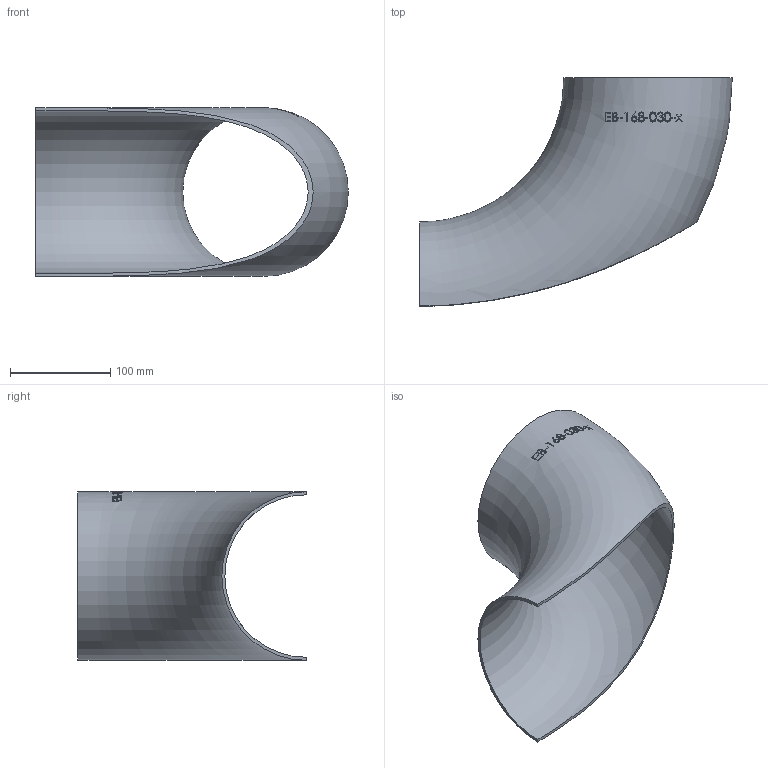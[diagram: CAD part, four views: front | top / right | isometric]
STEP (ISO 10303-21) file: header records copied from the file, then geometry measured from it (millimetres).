
FILE_DESCRIPTION (( 'STEP AP214' ), '1' );
FILE_NAME ('EB-168-030-x Einschweissbogen 1903.STEP', '2019-03-21T12:17:10', ( '' ), ( '' ), 'SwSTEP 2.0', 'SolidWorks 2016', '' );
FILE_SCHEMA (( 'AUTOMOTIVE_DESIGN' ));
Length unit declared in the file: millimetre
Products named in the file (1): EB-168-030-x Einschweissbogen 1903
Bounding box: 312.15 x 228 x 168.4 mm (x, y, z)
Volume: 369393.8 mm3; surface area: 249817.2 mm2
Topology: 1 solids, 1 shells, 148 faces, 404 edges, 276 vertices
Faces by surface type: bspline 68, plane 59, torus 21
Entity records: 12066 total; most frequent: CARTESIAN_POINT 7515, ORIENTED_EDGE 800, EDGE_CURVE 400, DIRECTION 296, VERTEX_POINT 274, B_SPLINE_CURVE_WITH_KNOTS 270, EDGE_LOOP 170, FACE_OUTER_BOUND 150
